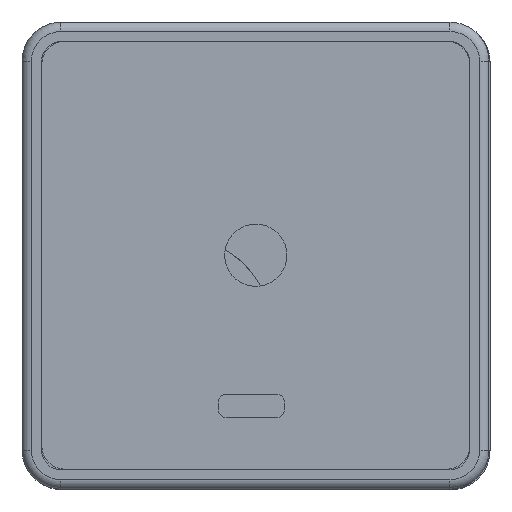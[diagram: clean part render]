
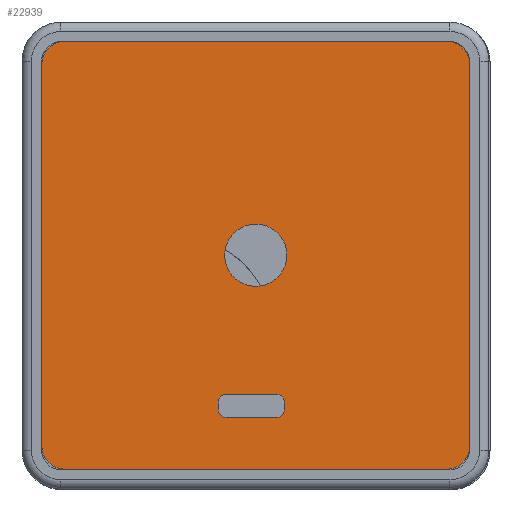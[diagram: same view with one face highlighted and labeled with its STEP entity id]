
A CAD part, left-side view. The second image highlights one B-rep face of the part: STEP entity #22939.
In plain terms, the highlighted planar face has unit normal (-1, 0, 0).
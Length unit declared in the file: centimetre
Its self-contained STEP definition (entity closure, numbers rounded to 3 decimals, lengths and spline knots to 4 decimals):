
#1421=LINE($,#36203,#3381);
#1427=LINE($,#36218,#3387);
#1429=LINE($,#36227,#3389);
#1434=LINE($,#36239,#3394);
#1437=LINE($,#36256,#3397);
#1440=LINE($,#36262,#3400);
#1441=LINE($,#36266,#3401);
#1442=LINE($,#36270,#3402);
#3381=VECTOR($,#28940,0.1);
#3387=VECTOR($,#28954,0.65);
#3389=VECTOR($,#28964,0.65);
#3394=VECTOR($,#28977,0.1);
#3397=VECTOR($,#28994,4.9);
#3400=VECTOR($,#28999,4.9);
#3401=VECTOR($,#29002,4.9);
#3402=VECTOR($,#29005,4.9);
#4799=PLANE($,#24753);
#5929=FACE_BOUND($,#8417,.T.);
#5930=FACE_BOUND($,#8418,.T.);
#5931=FACE_BOUND($,#8419,.T.);
#8417=EDGE_LOOP($,(#18867,#18868,#18869,#18870,#18871,#18872,#18873,#18874));
#8418=EDGE_LOOP($,(#18875));
#8419=EDGE_LOOP($,(#18876,#18877,#18878,#18879,#18880,#18881,#18882,#18883));
#9848=CIRCLE($,#24731,0.1);
#9850=CIRCLE($,#24735,0.1);
#9852=CIRCLE($,#24739,0.1);
#9854=CIRCLE($,#24743,0.1);
#9857=CIRCLE($,#24748,0.4);
#9859=CIRCLE($,#24751,0.3);
#9860=CIRCLE($,#24754,0.3);
#9861=CIRCLE($,#24755,0.3);
#9862=CIRCLE($,#24756,0.3);
#11393=VERTEX_POINT($,#36193);
#11394=VERTEX_POINT($,#36194);
#11397=VERTEX_POINT($,#36202);
#11399=VERTEX_POINT($,#36208);
#11400=VERTEX_POINT($,#36209);
#11403=VERTEX_POINT($,#36220);
#11405=VERTEX_POINT($,#36226);
#11407=VERTEX_POINT($,#36232);
#11410=VERTEX_POINT($,#36243);
#11413=VERTEX_POINT($,#36249);
#11414=VERTEX_POINT($,#36251);
#11415=VERTEX_POINT($,#36255);
#11417=VERTEX_POINT($,#36261);
#11418=VERTEX_POINT($,#36263);
#11419=VERTEX_POINT($,#36265);
#11420=VERTEX_POINT($,#36267);
#11421=VERTEX_POINT($,#36269);
#14097=EDGE_CURVE($,#11393,#11394,#9848,.T.);
#14101=EDGE_CURVE($,#11397,#11394,#1421,.T.);
#14104=EDGE_CURVE($,#11399,#11400,#9850,.T.);
#14109=EDGE_CURVE($,#11393,#11400,#1427,.T.);
#14110=EDGE_CURVE($,#11397,#11403,#9852,.T.);
#14113=EDGE_CURVE($,#11405,#11403,#1429,.T.);
#14116=EDGE_CURVE($,#11405,#11407,#9854,.T.);
#14120=EDGE_CURVE($,#11399,#11407,#1434,.T.);
#14122=EDGE_CURVE($,#11410,#11410,#9857,.T.);
#14125=EDGE_CURVE($,#11413,#11414,#9859,.T.);
#14127=EDGE_CURVE($,#11415,#11414,#1437,.T.);
#14130=EDGE_CURVE($,#11413,#11417,#1440,.T.);
#14131=EDGE_CURVE($,#11418,#11417,#9860,.T.);
#14132=EDGE_CURVE($,#11418,#11419,#1441,.T.);
#14133=EDGE_CURVE($,#11420,#11419,#9861,.T.);
#14134=EDGE_CURVE($,#11420,#11421,#1442,.T.);
#14135=EDGE_CURVE($,#11415,#11421,#9862,.T.);
#18867=ORIENTED_EDGE($,*,*,#14101,.T.);
#18868=ORIENTED_EDGE($,*,*,#14097,.F.);
#18869=ORIENTED_EDGE($,*,*,#14109,.T.);
#18870=ORIENTED_EDGE($,*,*,#14104,.F.);
#18871=ORIENTED_EDGE($,*,*,#14120,.T.);
#18872=ORIENTED_EDGE($,*,*,#14116,.F.);
#18873=ORIENTED_EDGE($,*,*,#14113,.T.);
#18874=ORIENTED_EDGE($,*,*,#14110,.F.);
#18875=ORIENTED_EDGE($,*,*,#14122,.T.);
#18876=ORIENTED_EDGE($,*,*,#14125,.F.);
#18877=ORIENTED_EDGE($,*,*,#14130,.T.);
#18878=ORIENTED_EDGE($,*,*,#14131,.F.);
#18879=ORIENTED_EDGE($,*,*,#14132,.T.);
#18880=ORIENTED_EDGE($,*,*,#14133,.F.);
#18881=ORIENTED_EDGE($,*,*,#14134,.T.);
#18882=ORIENTED_EDGE($,*,*,#14135,.F.);
#18883=ORIENTED_EDGE($,*,*,#14127,.T.);
#22939=ADVANCED_FACE($,(#5929,#5930,#5931),#4799,.T.);
#24731=AXIS2_PLACEMENT_3D($,#36195,#28932,#28933);
#24735=AXIS2_PLACEMENT_3D($,#36210,#28945,#28946);
#24739=AXIS2_PLACEMENT_3D($,#36221,#28957,#28958);
#24743=AXIS2_PLACEMENT_3D($,#36233,#28969,#28970);
#24748=AXIS2_PLACEMENT_3D($,#36244,#28982,#28983);
#24751=AXIS2_PLACEMENT_3D($,#36252,#28989,#28990);
#24753=AXIS2_PLACEMENT_3D($,#36260,#28997,#28998);
#24754=AXIS2_PLACEMENT_3D($,#36264,#29000,#29001);
#24755=AXIS2_PLACEMENT_3D($,#36268,#29003,#29004);
#24756=AXIS2_PLACEMENT_3D($,#36271,#29006,#29007);
#28932=DIRECTION('center_axis',(-1.,0.,0.));
#28933=DIRECTION('ref_axis',(0.,0.707,0.707));
#28940=DIRECTION($,(0.,0.,1.));
#28945=DIRECTION('center_axis',(-1.,0.,0.));
#28946=DIRECTION('ref_axis',(0.,-0.707,0.707));
#28954=DIRECTION($,(0.,-1.,0.));
#28957=DIRECTION('center_axis',(-1.,0.,0.));
#28958=DIRECTION('ref_axis',(0.,0.707,-0.707));
#28964=DIRECTION($,(0.,1.,0.));
#28969=DIRECTION('center_axis',(-1.,0.,0.));
#28970=DIRECTION('ref_axis',(0.,-0.707,-0.707));
#28977=DIRECTION($,(0.,0.,-1.));
#28982=DIRECTION('center_axis',(1.,0.,0.));
#28983=DIRECTION('ref_axis',(0.,0.,-1.));
#28989=DIRECTION('center_axis',(1.,0.,0.));
#28990=DIRECTION('ref_axis',(0.,0.707,0.707));
#28994=DIRECTION($,(0.,1.,0.));
#28997=DIRECTION('center_axis',(-1.,0.,0.));
#28998=DIRECTION('ref_axis',(0.,0.,1.));
#28999=DIRECTION($,(0.,0.,-1.));
#29000=DIRECTION('center_axis',(1.,0.,0.));
#29001=DIRECTION('ref_axis',(0.,0.707,-0.707));
#29002=DIRECTION($,(0.,-1.,0.));
#29003=DIRECTION('center_axis',(1.,0.,0.));
#29004=DIRECTION('ref_axis',(0.,-0.707,-0.707));
#29005=DIRECTION($,(0.,0.,1.));
#29006=DIRECTION('center_axis',(1.,0.,0.));
#29007=DIRECTION('ref_axis',(0.,-0.707,0.707));
#36193=CARTESIAN_POINT('',(-25.99,28.2378,-1.8397));
#36194=CARTESIAN_POINT('',(-25.99,28.3378,-1.9397));
#36195=CARTESIAN_POINT('Origin',(-25.99,28.2378,-1.9397));
#36202=CARTESIAN_POINT('',(-25.99,28.3378,-2.0397));
#36203=CARTESIAN_POINT($,(-25.99,28.3378,-1.0972));
#36208=CARTESIAN_POINT('',(-25.99,27.4878,-1.9397));
#36209=CARTESIAN_POINT('',(-25.99,27.5878,-1.8397));
#36210=CARTESIAN_POINT('Origin',(-25.99,27.5878,-1.9397));
#36218=CARTESIAN_POINT($,(-25.99,28.0966,-1.8397));
#36220=CARTESIAN_POINT('',(-25.99,28.2378,-2.1397));
#36221=CARTESIAN_POINT('Origin',(-25.99,28.2378,-2.0397));
#36226=CARTESIAN_POINT('',(-25.99,27.5878,-2.1397));
#36227=CARTESIAN_POINT($,(-25.99,27.6716,-2.1397));
#36232=CARTESIAN_POINT('',(-25.99,27.4878,-2.0397));
#36233=CARTESIAN_POINT('Origin',(-25.99,27.5878,-2.0397));
#36239=CARTESIAN_POINT($,(-25.99,27.4878,-0.9472));
#36243=CARTESIAN_POINT('',(-25.99,27.8553,0.3454));
#36244=CARTESIAN_POINT('Origin',(-25.99,27.8553,-0.0546));
#36249=CARTESIAN_POINT('',(-25.99,30.6053,2.3954));
#36251=CARTESIAN_POINT('',(-25.99,30.3053,2.6954));
#36252=CARTESIAN_POINT('Origin',(-25.99,30.3053,2.3954));
#36255=CARTESIAN_POINT('',(-25.99,25.4053,2.6954));
#36256=CARTESIAN_POINT($,(-25.99,27.8553,2.6954));
#36260=CARTESIAN_POINT('Origin',(-25.99,27.8553,-0.0546));
#36261=CARTESIAN_POINT('',(-25.99,30.6053,-2.5046));
#36262=CARTESIAN_POINT($,(-25.99,30.6053,-0.0546));
#36263=CARTESIAN_POINT('',(-25.99,30.3053,-2.8046));
#36264=CARTESIAN_POINT('Origin',(-25.99,30.3053,-2.5046));
#36265=CARTESIAN_POINT('',(-25.99,25.4053,-2.8046));
#36266=CARTESIAN_POINT($,(-25.99,27.8553,-2.8046));
#36267=CARTESIAN_POINT('',(-25.99,25.1053,-2.5046));
#36268=CARTESIAN_POINT('Origin',(-25.99,25.4053,-2.5046));
#36269=CARTESIAN_POINT('',(-25.99,25.1053,2.3954));
#36270=CARTESIAN_POINT($,(-25.99,25.1053,-0.0546));
#36271=CARTESIAN_POINT('Origin',(-25.99,25.4053,2.3954));
